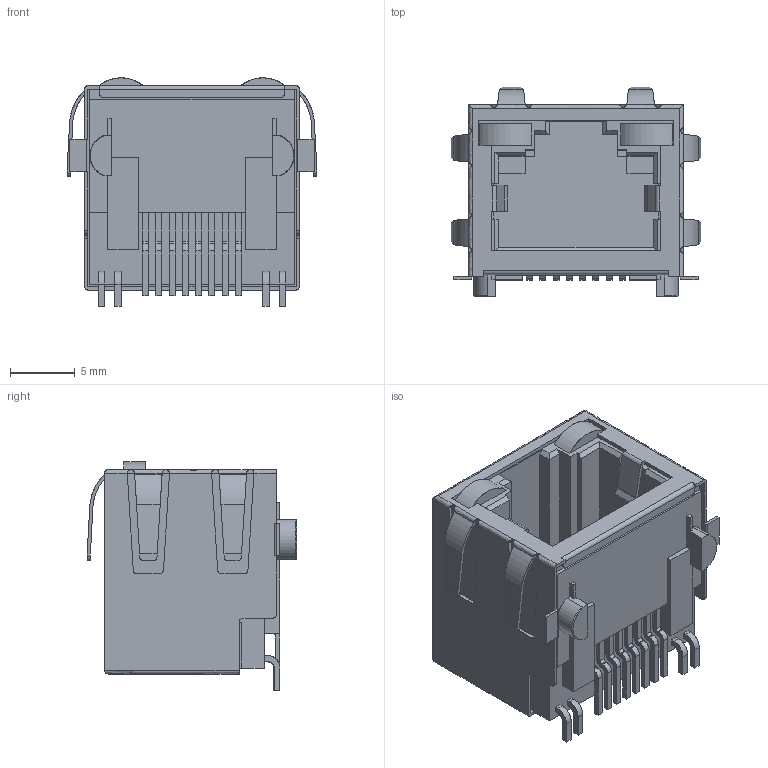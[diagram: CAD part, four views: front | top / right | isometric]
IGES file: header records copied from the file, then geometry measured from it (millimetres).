
Start section: SolidWorks IGES file using analytic representation for surfaces
Global section: file name: Daniel'GWLX-SMT-S988-Y-G_rA13.IGS; native system: SolidWorks 2014; preprocessor: SolidWorks 2014; author: Daniel; date: 140617.165800; units: millimetre
Bounding box: 19.25 x 16.15 x 17.58 mm (x, y, z)
Surface area: 3570.1 mm2 (no closed solid volume)
Topology: 0 solids, 0 shells, 495 faces, 3664 edges, 3664 vertices
Faces by surface type: bspline 336, revolution 159
